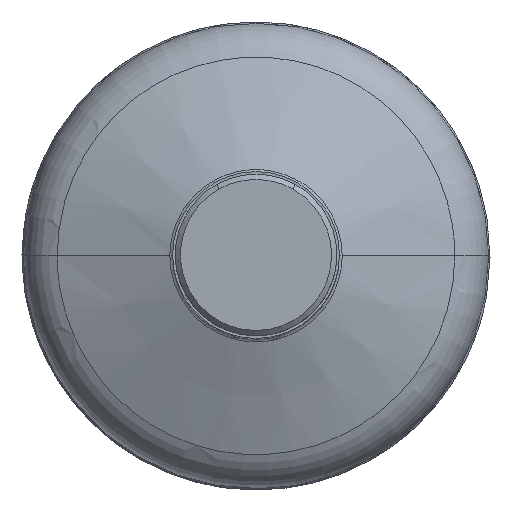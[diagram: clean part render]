
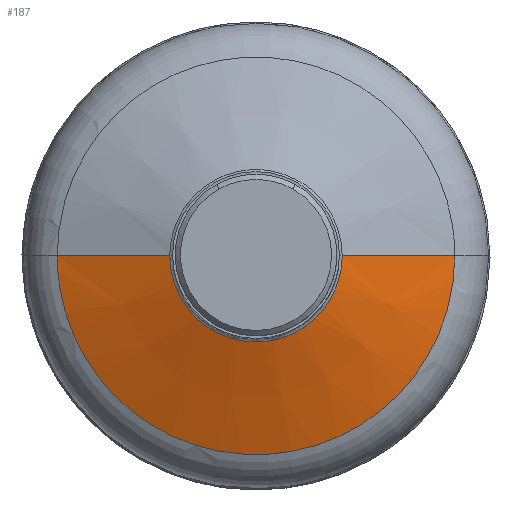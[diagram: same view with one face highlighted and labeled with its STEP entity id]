
A CAD part, top view. The second image highlights one B-rep face of the part: STEP entity #187.
In plain terms, the highlighted conical face has half-angle 69 degrees and reference radius 27.114 mm.
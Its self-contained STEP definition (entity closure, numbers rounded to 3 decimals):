
#81=CONICAL_SURFACE('',#1954,27.114,69.);
#187=ADVANCED_FACE('',(#360),#81,.T.);
#360=FACE_OUTER_BOUND('',#472,.T.);
#472=EDGE_LOOP('',(#874,#875,#876,#877));
#874=ORIENTED_EDGE('',*,*,#1269,.F.);
#875=ORIENTED_EDGE('',*,*,#1270,.F.);
#876=ORIENTED_EDGE('',*,*,#1271,.F.);
#877=ORIENTED_EDGE('',*,*,#1272,.T.);
#1056=VERTEX_POINT('',#4568);
#1057=VERTEX_POINT('',#4569);
#1058=VERTEX_POINT('',#4588);
#1059=VERTEX_POINT('',#4607);
#1269=EDGE_CURVE('',#1057,#1056,#1447,.T.);
#1270=EDGE_CURVE('',#1058,#1057,#1448,.T.);
#1271=EDGE_CURVE('',#1059,#1058,#1449,.T.);
#1272=EDGE_CURVE('',#1059,#1056,#1450,.T.);
#1447=B_SPLINE_CURVE_WITH_KNOTS('',3,(#4573,#4574,#4575,#4576,#4577,#4578,
#4579,#4580,#4581,#4582),.UNSPECIFIED.,.F.,.F.,(4,2,2,2,4),(0.,0.25,0.5,
0.75,1.),.UNSPECIFIED.);
#1448=B_SPLINE_CURVE_WITH_KNOTS('',3,(#4584,#4585,#4586,#4587),
 .UNSPECIFIED.,.F.,.F.,(4,4),(0.,1.),.UNSPECIFIED.);
#1449=B_SPLINE_CURVE_WITH_KNOTS('',3,(#4589,#4590,#4591,#4592,#4593,#4594,
#4595,#4596,#4597,#4598,#4599,#4600,#4601,#4602,#4603,#4604,#4605,#4606),
 .UNSPECIFIED.,.F.,.F.,(4,2,2,2,2,2,2,2,4),(0.,0.125,0.25,0.375,0.5,0.625,
0.75,0.875,1.),.UNSPECIFIED.);
#1450=B_SPLINE_CURVE_WITH_KNOTS('',3,(#4608,#4609,#4610,#4611),
 .UNSPECIFIED.,.F.,.F.,(4,4),(0.,1.),.UNSPECIFIED.);
#1954=AXIS2_PLACEMENT_3D('',#4612,#2343,#2344);
#2343=DIRECTION('',(0.,0.,-1.));
#2344=DIRECTION('',(1.,0.,0.));
#4568=CARTESIAN_POINT('',(16.403,0.,-45.101));
#4569=CARTESIAN_POINT('',(-16.403,0.,-45.101));
#4573=CARTESIAN_POINT('',(-16.403,0.,-45.101));
#4574=CARTESIAN_POINT('',(-16.403,-4.294,-45.101));
#4575=CARTESIAN_POINT('',(-14.635,-8.562,-45.101));
#4576=CARTESIAN_POINT('',(-8.562,-14.635,-45.101));
#4577=CARTESIAN_POINT('',(-4.294,-16.403,-45.101));
#4578=CARTESIAN_POINT('',(4.294,-16.403,-45.101));
#4579=CARTESIAN_POINT('',(8.562,-14.635,-45.101));
#4580=CARTESIAN_POINT('',(14.635,-8.562,-45.101));
#4581=CARTESIAN_POINT('',(16.403,-4.294,-45.101));
#4582=CARTESIAN_POINT('',(16.403,0.,-45.101));
#4584=CARTESIAN_POINT('',(-37.825,0.,-53.324));
#4585=CARTESIAN_POINT('',(-30.685,0.,-50.583));
#4586=CARTESIAN_POINT('',(-23.544,0.,-47.842));
#4587=CARTESIAN_POINT('',(-16.403,0.,-45.101));
#4588=CARTESIAN_POINT('',(-37.825,0.,-53.324));
#4589=CARTESIAN_POINT('',(37.825,0.,-53.324));
#4590=CARTESIAN_POINT('',(37.825,-4.951,-53.324));
#4591=CARTESIAN_POINT('',(36.841,-9.901,-53.324));
#4592=CARTESIAN_POINT('',(33.051,-19.05,-53.324));
#4593=CARTESIAN_POINT('',(30.248,-23.245,-53.324));
#4594=CARTESIAN_POINT('',(23.245,-30.248,-53.324));
#4595=CARTESIAN_POINT('',(19.05,-33.051,-53.324));
#4596=CARTESIAN_POINT('',(9.901,-36.841,-53.324));
#4597=CARTESIAN_POINT('',(4.951,-37.825,-53.324));
#4598=CARTESIAN_POINT('',(-4.951,-37.825,-53.324));
#4599=CARTESIAN_POINT('',(-9.901,-36.841,-53.324));
#4600=CARTESIAN_POINT('',(-19.05,-33.051,-53.324));
#4601=CARTESIAN_POINT('',(-23.245,-30.248,-53.324));
#4602=CARTESIAN_POINT('',(-30.248,-23.245,-53.324));
#4603=CARTESIAN_POINT('',(-33.051,-19.05,-53.324));
#4604=CARTESIAN_POINT('',(-36.841,-9.901,-53.324));
#4605=CARTESIAN_POINT('',(-37.825,-4.951,-53.324));
#4606=CARTESIAN_POINT('',(-37.825,0.,-53.324));
#4607=CARTESIAN_POINT('',(37.825,0.,-53.324));
#4608=CARTESIAN_POINT('',(37.825,0.,-53.324));
#4609=CARTESIAN_POINT('',(30.685,0.,-50.583));
#4610=CARTESIAN_POINT('',(23.544,0.,-47.842));
#4611=CARTESIAN_POINT('',(16.403,0.,-45.101));
#4612=CARTESIAN_POINT('',(0.,0.,-49.212));
